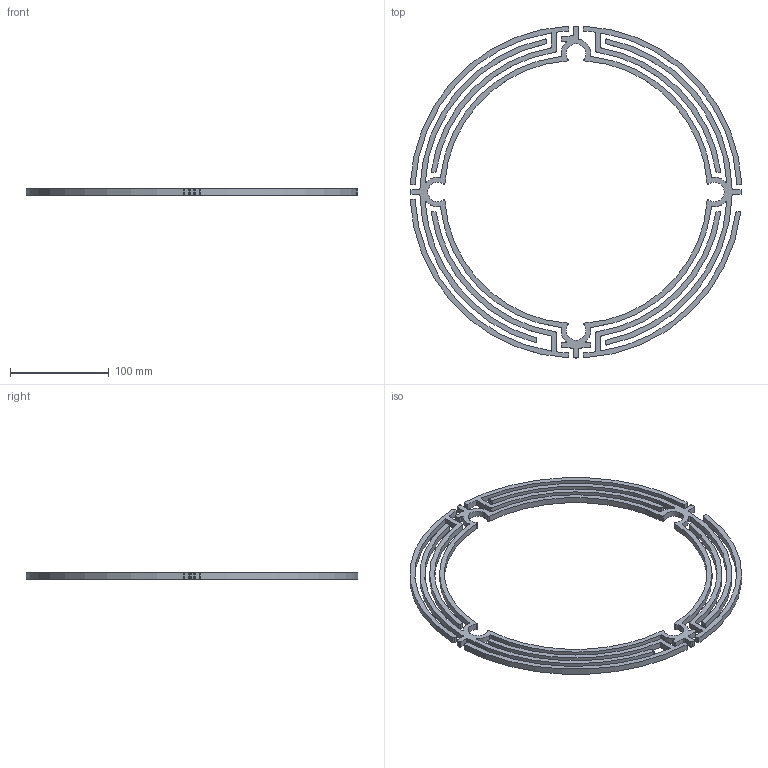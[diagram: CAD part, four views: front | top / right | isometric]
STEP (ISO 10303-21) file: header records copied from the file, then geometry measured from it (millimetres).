
FILE_DESCRIPTION (( 'STEP AP214' ), '1' );
FILE_NAME ('D080177 Comensation Plate ESD Pattern-v3.STEP', '2009-10-12T18:03:03', ( 'ctorrie' ), ( 'Caltech' ), 'SwSTEP 2.0', 'SolidWorks 2009', '' );
FILE_SCHEMA (( 'AUTOMOTIVE_DESIGN' ));
Length unit declared in the file: millimetre
Products named in the file (1): D080177 Comensation Plate ESD Pattern-v3
Bounding box: 336 x 336 x 6.35 mm (x, y, z)
Volume: 116184.1 mm3; surface area: 82616.6 mm2
Topology: 5 solids, 5 shells, 211 faces, 603 edges, 402 vertices
Faces by surface type: cylinder 166, plane 45
Entity records: 7143 total; most frequent: DIRECTION 1359, CARTESIAN_POINT 1217, ORIENTED_EDGE 1206, EDGE_CURVE 603, AXIS2_PLACEMENT_3D 544, VERTEX_POINT 402, CIRCLE 332, LINE 271
